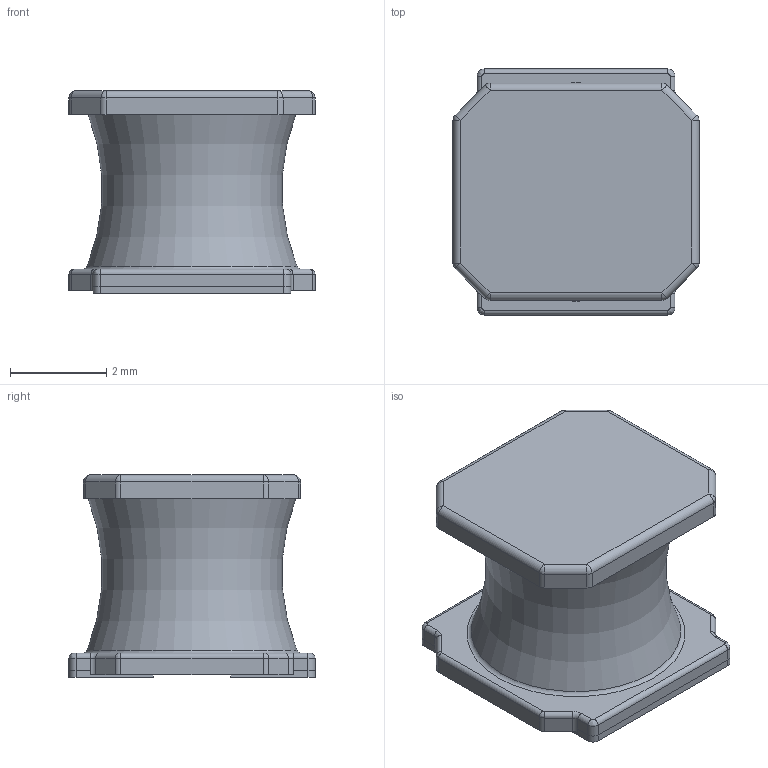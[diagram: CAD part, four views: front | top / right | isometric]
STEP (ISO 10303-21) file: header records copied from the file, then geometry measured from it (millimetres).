
FILE_DESCRIPTION(/* description */ (''),/* implementation_level */ '2;1');
FILE_NAME(/* name */ 'Laird - TYS5040.step',/* time_stamp */ '2019-12-03T23:23:24+00:00',/* author */ (''),/* organization */ (''),/* preprocessor_version */ 'ST-DEVELOPER v18',/* originating_system */ 'Autodesk Translation Framework v8.12.0.6',/* authorisation */ '');
FILE_SCHEMA (('AUTOMOTIVE_DESIGN { 1 0 10303 214 3 1 1 }'));
Length unit declared in the file: millimetre
Products named in the file (1): Laird - TYS5040
Bounding box: 5.1 x 5.1 x 4.2 mm (x, y, z)
Volume: 61.5 mm3; surface area: 119.9 mm2
Topology: 1 solids, 1 shells, 100 faces, 234 edges, 138 vertices
Faces by surface type: cylinder 44, plane 34, bspline 8, sphere 8, torus 6
Entity records: 2970 total; most frequent: CARTESIAN_POINT 537, DIRECTION 524, ORIENTED_EDGE 468, EDGE_CURVE 234, AXIS2_PLACEMENT_3D 197, VERTEX_POINT 138, LINE 130, VECTOR 130
